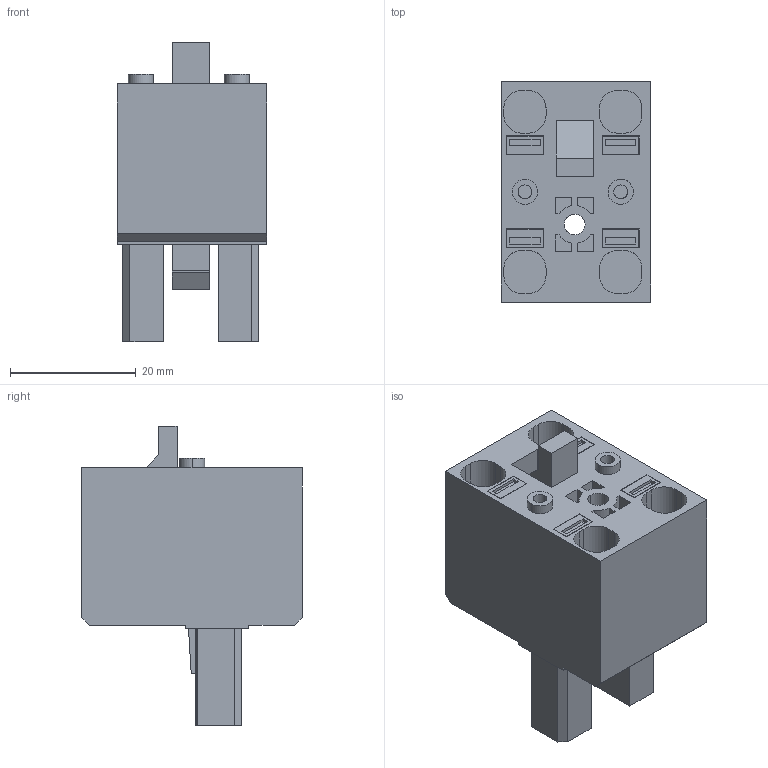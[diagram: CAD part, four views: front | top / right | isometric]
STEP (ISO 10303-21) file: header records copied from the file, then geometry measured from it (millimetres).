
FILE_DESCRIPTION(('CATIA V5 STEP Exchange','CAx-IF Rec.Pracs.--- Model Styling and Organization---1.4--- 2014-01-23'),'2;1');
FILE_NAME ('1208088-3_0_2720550000_2720550000.stp','2020-07-29T13:29:19+00:00',('none'),('Weidmueller'),'CATIA Version 5-6 Release 2016','CATIA V5 STEP AP214','none');
FILE_SCHEMA(('AUTOMOTIVE_DESIGN { 1 0 10303 214 1 1 1 1 }'));
Length unit declared in the file: millimetre
Products named in the file (1): 2720550000
Bounding box: 23.86 x 35.05 x 47.7 mm (x, y, z)
Volume: 20800.7 mm3; surface area: 10357.3 mm2
Topology: 6 solids, 6 shells, 302 faces, 775 edges, 516 vertices
Faces by surface type: plane 265, cylinder 37
Entity records: 9066 total; most frequent: CARTESIAN_POINT 1633, ORIENTED_EDGE 1550, DIRECTION 1252, EDGE_CURVE 775, VECTOR 701, LINE 701, VERTEX_POINT 516, EDGE_LOOP 341
